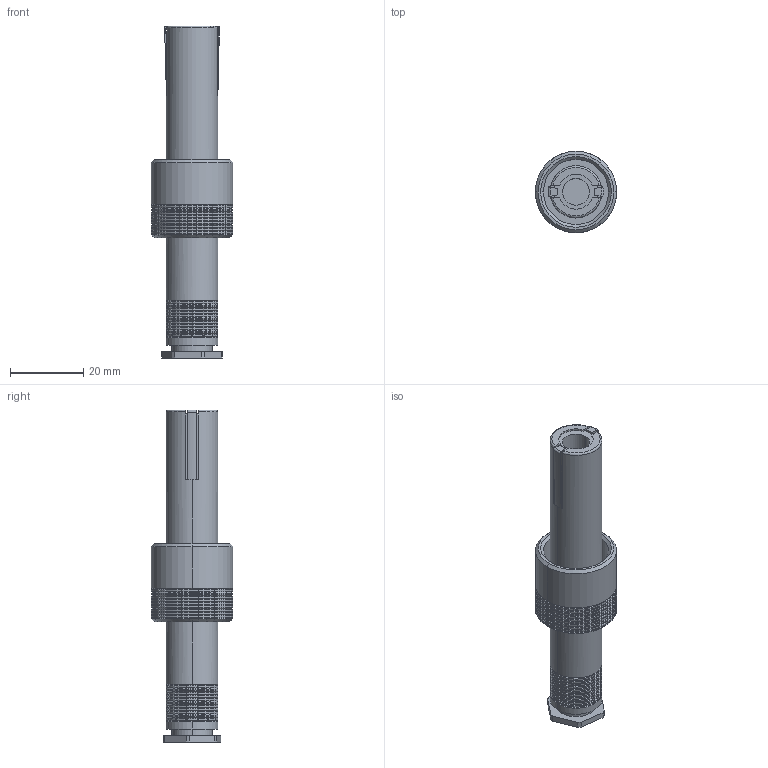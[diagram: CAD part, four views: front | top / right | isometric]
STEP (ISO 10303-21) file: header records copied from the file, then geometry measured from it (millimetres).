
FILE_DESCRIPTION (( 'STEP AP203' ), '1' );
FILE_NAME ('A0843-1-CN.STEP', '2013-11-07T13:54:07', ( '' ), ( '' ), 'SwSTEP 2.0', 'SolidWorks 2012', '' );
FILE_SCHEMA (( 'CONFIG_CONTROL_DESIGN' ));
Length unit declared in the file: inch
Products named in the file (1): A0843-1-CN
Bounding box: 22.23 x 22.23 x 90.84 mm (x, y, z)
Volume: 15465.9 mm3; surface area: 8806.1 mm2
Topology: 1 solids, 1 shells, 1828 faces, 4621 edges, 2802 vertices
Faces by surface type: cone 890, plane 485, cylinder 449, torus 4
Entity records: 55988 total; most frequent: CARTESIAN_POINT 14600, ORIENTED_EDGE 9242, DIRECTION 8023, EDGE_CURVE 4621, AXIS2_PLACEMENT_3D 3353, VERTEX_POINT 2802, EDGE_LOOP 1835, ADVANCED_FACE 1828
